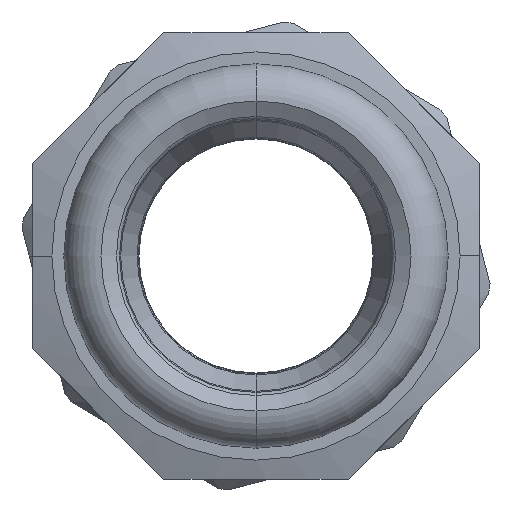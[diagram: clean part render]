
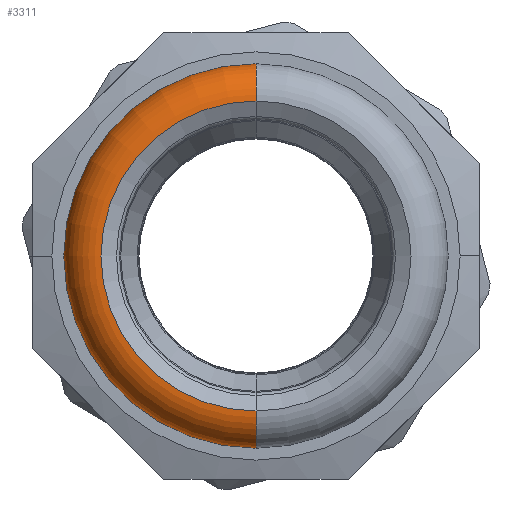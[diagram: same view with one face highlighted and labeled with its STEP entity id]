
A CAD part, left-side view. The second image highlights one B-rep face of the part: STEP entity #3311.
In plain terms, the highlighted toroidal (fillet/blend) face has major radius 12.501 mm and minor radius 3 mm.
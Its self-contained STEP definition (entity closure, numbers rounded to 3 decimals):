
#174 = CIRCLE ( 'NONE', #2267, 3. ) ;
#244 = AXIS2_PLACEMENT_3D ( 'NONE', #2661, #1746, #3808 ) ;
#316 = ORIENTED_EDGE ( 'NONE', *, *, #3269, .T. ) ;
#365 = CARTESIAN_POINT ( 'NONE',  ( -36.5, 0., 0. ) ) ;
#425 = VERTEX_POINT ( 'NONE', #2015 ) ;
#459 = CARTESIAN_POINT ( 'NONE',  ( -33.5, 0., 12.5 ) ) ;
#503 = VERTEX_POINT ( 'NONE', #1779 ) ;
#544 = EDGE_CURVE ( 'NONE', #1195, #3169, #174, .T. ) ;
#681 = AXIS2_PLACEMENT_3D ( 'NONE', #365, #1556, #1535 ) ;
#753 = DIRECTION ( 'NONE',  ( 0., -1., 0. ) ) ;
#812 = EDGE_LOOP ( 'NONE', ( #3452, #316, #899, #2428 ) ) ;
#899 = ORIENTED_EDGE ( 'NONE', *, *, #2872, .F. ) ;
#952 = DIRECTION ( 'NONE',  ( -1., 0., 0. ) ) ;
#1134 = CARTESIAN_POINT ( 'NONE',  ( -36.5, 0., 12.5 ) ) ;
#1187 = DIRECTION ( 'NONE',  ( 0., 0., 1. ) ) ;
#1195 = VERTEX_POINT ( 'NONE', #2011 ) ;
#1254 = DIRECTION ( 'NONE',  ( 0., 0., -1. ) ) ;
#1480 = EDGE_CURVE ( 'NONE', #1195, #425, #2084, .T. ) ;
#1535 = DIRECTION ( 'NONE',  ( 0., 0., 1. ) ) ;
#1556 = DIRECTION ( 'NONE',  ( -1., 0., 0. ) ) ;
#1659 = TOROIDAL_SURFACE ( 'NONE', #3207, 12.5, 3. ) ;
#1726 = DIRECTION ( 'NONE',  ( 0., 1., 0. ) ) ;
#1746 = DIRECTION ( 'NONE',  ( -1., 0., 0. ) ) ;
#1779 = CARTESIAN_POINT ( 'NONE',  ( -36.5, 0., -12.5 ) ) ;
#1835 = AXIS2_PLACEMENT_3D ( 'NONE', #3228, #1726, #1187 ) ;
#2011 = CARTESIAN_POINT ( 'NONE',  ( -30.903, 0., 14.003 ) ) ;
#2015 = CARTESIAN_POINT ( 'NONE',  ( -30.903, 0., -14.003 ) ) ;
#2084 = CIRCLE ( 'NONE', #244, 14.003 ) ;
#2221 = CIRCLE ( 'NONE', #1835, 3. ) ;
#2267 = AXIS2_PLACEMENT_3D ( 'NONE', #459, #753, #1254 ) ;
#2428 = ORIENTED_EDGE ( 'NONE', *, *, #544, .F. ) ;
#2661 = CARTESIAN_POINT ( 'NONE',  ( -30.903, 0., 0. ) ) ;
#2770 = FACE_OUTER_BOUND ( 'NONE', #812, .T. ) ;
#2872 = EDGE_CURVE ( 'NONE', #3169, #503, #3019, .T. ) ;
#3019 = CIRCLE ( 'NONE', #681, 12.5 ) ;
#3169 = VERTEX_POINT ( 'NONE', #1134 ) ;
#3207 = AXIS2_PLACEMENT_3D ( 'NONE', #3623, #952, #3644 ) ;
#3228 = CARTESIAN_POINT ( 'NONE',  ( -33.5, 0., -12.5 ) ) ;
#3269 = EDGE_CURVE ( 'NONE', #425, #503, #2221, .T. ) ;
#3311 = ADVANCED_FACE ( 'NONE', ( #2770 ), #1659, .T. ) ;
#3452 = ORIENTED_EDGE ( 'NONE', *, *, #1480, .T. ) ;
#3623 = CARTESIAN_POINT ( 'NONE',  ( -33.5, 0., 0. ) ) ;
#3644 = DIRECTION ( 'NONE',  ( 0., 0., 1. ) ) ;
#3808 = DIRECTION ( 'NONE',  ( 0., 0., 1. ) ) ;
